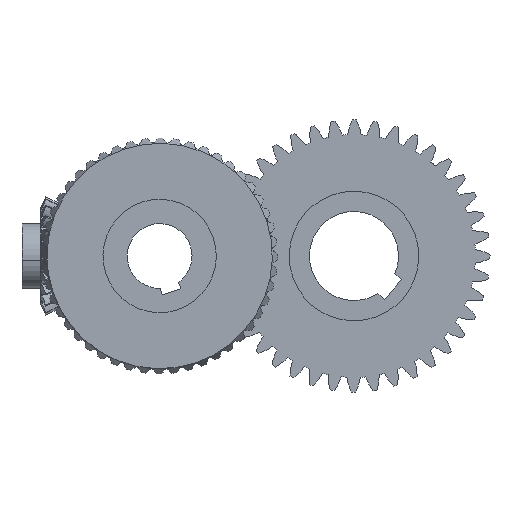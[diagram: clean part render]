
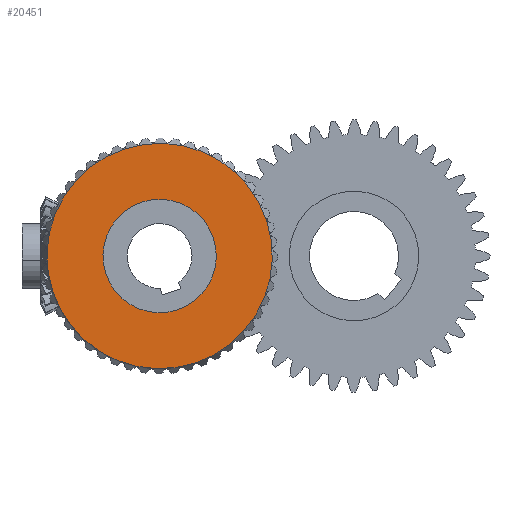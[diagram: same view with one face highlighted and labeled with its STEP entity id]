
A CAD part, front view. The second image highlights one B-rep face of the part: STEP entity #20451.
In plain terms, the highlighted face is planar.
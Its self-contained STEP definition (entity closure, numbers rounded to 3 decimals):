
#19 = AXIS2_PLACEMENT_3D ( 'NONE', #13193, #22404, #2073 ) ;
#687 = CIRCLE ( 'NONE', #5447, 69.576 ) ;
#875 = VERTEX_POINT ( 'NONE', #7736 ) ;
#2073 = DIRECTION ( 'NONE',  ( 0., 0., -1. ) ) ;
#2212 = CARTESIAN_POINT ( 'NONE',  ( 0., 0., 0. ) ) ;
#4001 = FACE_OUTER_BOUND ( 'NONE', #5831, .T. ) ;
#5447 = AXIS2_PLACEMENT_3D ( 'NONE', #23034, #16480, #25725 ) ;
#5831 = EDGE_LOOP ( 'NONE', ( #11640, #21395 ) ) ;
#5931 = DIRECTION ( 'NONE',  ( -1., 0., 0. ) ) ;
#7279 = AXIS2_PLACEMENT_3D ( 'NONE', #15227, #10658, #17755 ) ;
#7736 = CARTESIAN_POINT ( 'NONE',  ( 0., 0., 35. ) ) ;
#7804 = VERTEX_POINT ( 'NONE', #28691 ) ;
#8323 = CARTESIAN_POINT ( 'NONE',  ( 0., 0., 0. ) ) ;
#8473 = DIRECTION ( 'NONE',  ( 0., 0., 1. ) ) ;
#10658 = DIRECTION ( 'NONE',  ( -1., 0., 0. ) ) ;
#11119 = CIRCLE ( 'NONE', #26745, 35. ) ;
#11505 = CARTESIAN_POINT ( 'NONE',  ( 0., 0., -35. ) ) ;
#11640 = ORIENTED_EDGE ( 'NONE', *, *, #23412, .T. ) ;
#13188 = DIRECTION ( 'NONE',  ( 0., 0., -1. ) ) ;
#13193 = CARTESIAN_POINT ( 'NONE',  ( 0., 0., 0. ) ) ;
#15056 = EDGE_CURVE ( 'NONE', #875, #27191, #11119, .T. ) ;
#15227 = CARTESIAN_POINT ( 'NONE',  ( 0., 0., 0. ) ) ;
#15262 = FACE_BOUND ( 'NONE', #21779, .T. ) ;
#16480 = DIRECTION ( 'NONE',  ( -1., 0., 0. ) ) ;
#17069 = CIRCLE ( 'NONE', #27062, 69.576 ) ;
#17755 = DIRECTION ( 'NONE',  ( 0., 0., -1. ) ) ;
#18154 = ORIENTED_EDGE ( 'NONE', *, *, #25622, .F. ) ;
#20073 = CIRCLE ( 'NONE', #7279, 35. ) ;
#20369 = EDGE_CURVE ( 'NONE', #7804, #23183, #17069, .T. ) ;
#20451 = ADVANCED_FACE ( 'NONE', ( #15262, #4001 ), #21369, .F. ) ;
#21369 = PLANE ( 'NONE',  #19 ) ;
#21395 = ORIENTED_EDGE ( 'NONE', *, *, #20369, .T. ) ;
#21558 = CARTESIAN_POINT ( 'NONE',  ( 0., 0., -69.576 ) ) ;
#21779 = EDGE_LOOP ( 'NONE', ( #18154, #24844 ) ) ;
#22404 = DIRECTION ( 'NONE',  ( 1., 0., 0. ) ) ;
#23034 = CARTESIAN_POINT ( 'NONE',  ( 0., 0., 0. ) ) ;
#23183 = VERTEX_POINT ( 'NONE', #21558 ) ;
#23412 = EDGE_CURVE ( 'NONE', #23183, #7804, #687, .T. ) ;
#24627 = DIRECTION ( 'NONE',  ( -1., 0., 0. ) ) ;
#24844 = ORIENTED_EDGE ( 'NONE', *, *, #15056, .F. ) ;
#25622 = EDGE_CURVE ( 'NONE', #27191, #875, #20073, .T. ) ;
#25725 = DIRECTION ( 'NONE',  ( 0., 0., 1. ) ) ;
#26745 = AXIS2_PLACEMENT_3D ( 'NONE', #2212, #24627, #13188 ) ;
#27062 = AXIS2_PLACEMENT_3D ( 'NONE', #8323, #5931, #8473 ) ;
#27191 = VERTEX_POINT ( 'NONE', #11505 ) ;
#28691 = CARTESIAN_POINT ( 'NONE',  ( 0., 0., 69.576 ) ) ;
